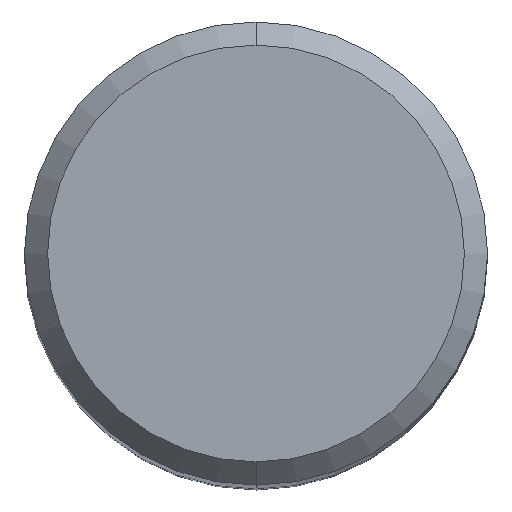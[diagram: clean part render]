
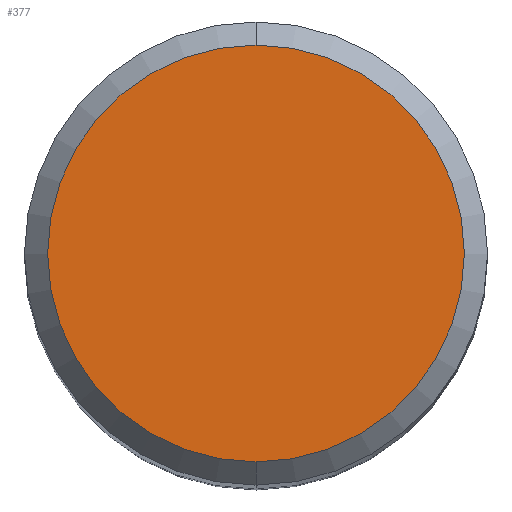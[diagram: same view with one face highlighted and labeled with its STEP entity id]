
A CAD part, top view. The second image highlights one B-rep face of the part: STEP entity #377.
In plain terms, the highlighted planar face has unit normal (0, 0, 1).
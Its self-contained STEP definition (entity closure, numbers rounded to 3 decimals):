
#223=EDGE_CURVE('',#407,#371,#537,.T.);
#337=EDGE_CURVE('',#371,#407,#658,.T.);
#371=VERTEX_POINT('',#694);
#377=ADVANCED_FACE('',(#700),#701,.T.);
#407=VERTEX_POINT('',#736);
#537=CIRCLE('',#908,3.6);
#658=CIRCLE('',#1174,3.6);
#694=CARTESIAN_POINT('',(0.0,3.6,0.0));
#700=FACE_OUTER_BOUND('',#1291,.T.);
#701=PLANE('',#1292);
#736=CARTESIAN_POINT('',(0.,-3.6,0.0));
#908=AXIS2_PLACEMENT_3D('',#1529,#1530,#1531);
#1174=AXIS2_PLACEMENT_3D('',#1655,#1656,#1657);
#1291=EDGE_LOOP('',(#1681,#1682));
#1292=AXIS2_PLACEMENT_3D('',#1683,#1684,#1685);
#1529=CARTESIAN_POINT('',(0.0,0.0,0.0));
#1530=DIRECTION('',(0.0,0.0,-1.0));
#1531=DIRECTION('',(0.0,1.0,0.0));
#1655=CARTESIAN_POINT('',(0.0,0.0,0.0));
#1656=DIRECTION('',(0.0,0.0,-1.0));
#1657=DIRECTION('',(0.0,1.0,0.0));
#1681=ORIENTED_EDGE('',*,*,#337,.F.);
#1682=ORIENTED_EDGE('',*,*,#223,.F.);
#1683=CARTESIAN_POINT('',(0.0,1.8,0.0));
#1684=DIRECTION('',(-0.0,0.0,1.0));
#1685=DIRECTION('',(0.0,-1.0,0.0));
